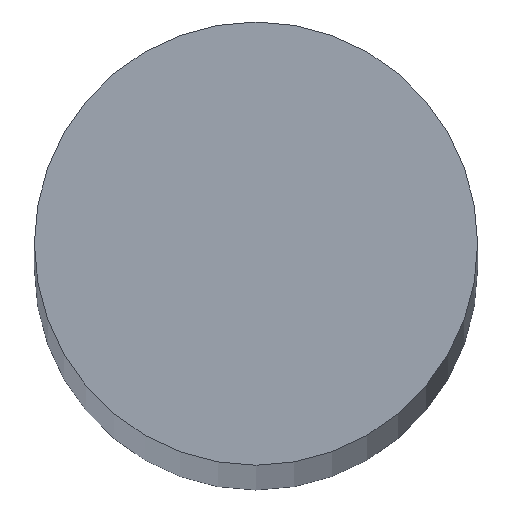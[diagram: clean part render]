
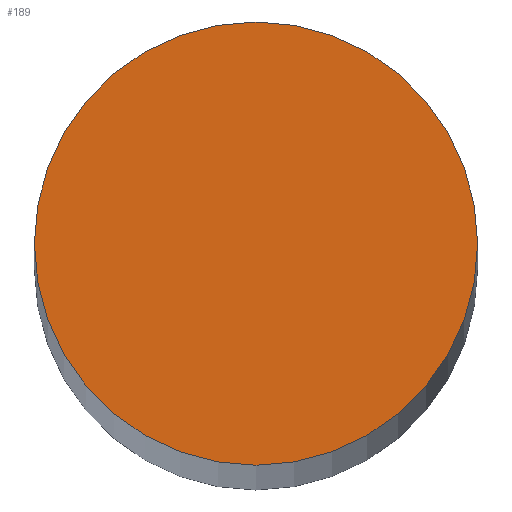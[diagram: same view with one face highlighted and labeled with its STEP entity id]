
A CAD part, top view. The second image highlights one B-rep face of the part: STEP entity #189.
In plain terms, the highlighted planar face has unit normal (0, 0, 1).
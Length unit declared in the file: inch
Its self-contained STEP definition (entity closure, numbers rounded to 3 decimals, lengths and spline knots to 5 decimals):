
#11 = CARTESIAN_POINT ( 'NONE',  ( 0.375, 1.5, 0. ) ) ;
#13 = CIRCLE ( 'NONE', #380, 0.375 ) ;
#31 = ORIENTED_EDGE ( 'NONE', *, *, #48, .T. ) ;
#37 = AXIS2_PLACEMENT_3D ( 'NONE', #268, #382, #238 ) ;
#48 = EDGE_CURVE ( 'NONE', #327, #271, #304, .T. ) ;
#65 = DIRECTION ( 'NONE',  ( 1., 0., 0. ) ) ;
#84 = AXIS2_PLACEMENT_3D ( 'NONE', #105, #364, #133 ) ;
#105 = CARTESIAN_POINT ( 'NONE',  ( 0., 1.5, 0. ) ) ;
#133 = DIRECTION ( 'NONE',  ( 1., 0., 0. ) ) ;
#155 = CARTESIAN_POINT ( 'NONE',  ( -0.375, 1.5, 0. ) ) ;
#189 = ADVANCED_FACE ( 'NONE', ( #367 ), #247, .T. ) ;
#190 = ORIENTED_EDGE ( 'NONE', *, *, #326, .T. ) ;
#238 = DIRECTION ( 'NONE',  ( 1., 0., 0. ) ) ;
#244 = CARTESIAN_POINT ( 'NONE',  ( 0., 1.5, 0. ) ) ;
#247 = PLANE ( 'NONE',  #84 ) ;
#268 = CARTESIAN_POINT ( 'NONE',  ( 0., 1.5, 0. ) ) ;
#271 = VERTEX_POINT ( 'NONE', #11 ) ;
#304 = CIRCLE ( 'NONE', #37, 0.375 ) ;
#326 = EDGE_CURVE ( 'NONE', #271, #327, #13, .T. ) ;
#327 = VERTEX_POINT ( 'NONE', #155 ) ;
#356 = EDGE_LOOP ( 'NONE', ( #190, #31 ) ) ;
#359 = DIRECTION ( 'NONE',  ( 0., 0., 1. ) ) ;
#364 = DIRECTION ( 'NONE',  ( 0., 0., 1. ) ) ;
#367 = FACE_OUTER_BOUND ( 'NONE', #356, .T. ) ;
#380 = AXIS2_PLACEMENT_3D ( 'NONE', #244, #359, #65 ) ;
#382 = DIRECTION ( 'NONE',  ( 0., 0., 1. ) ) ;
